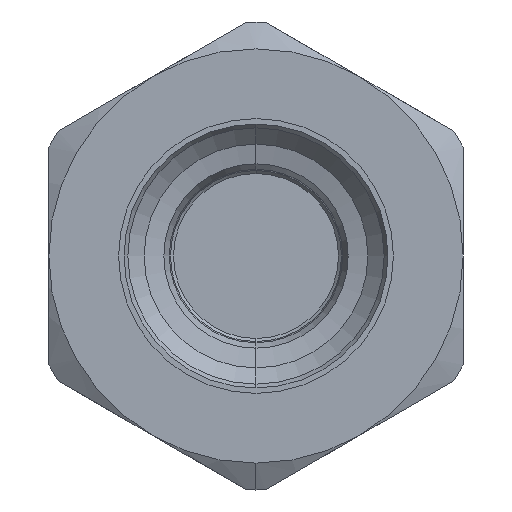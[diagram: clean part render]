
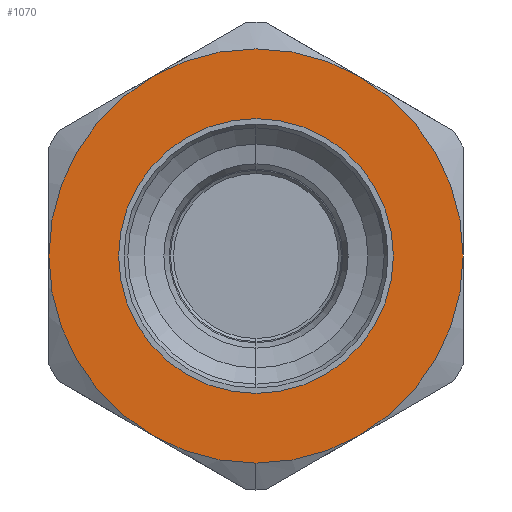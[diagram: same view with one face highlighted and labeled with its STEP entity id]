
A CAD part, left-side view. The second image highlights one B-rep face of the part: STEP entity #1070.
In plain terms, the highlighted planar face has unit normal (-1, 0, 0).
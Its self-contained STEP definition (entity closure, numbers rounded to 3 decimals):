
#72 = DIRECTION ( 'NONE',  ( -1., 0., 0. ) ) ;
#82 = DIRECTION ( 'NONE',  ( -1., 0., 0. ) ) ;
#160 = AXIS2_PLACEMENT_3D ( 'NONE', #5671, #72, #2050 ) ;
#220 = DIRECTION ( 'NONE',  ( 0., 0., 1. ) ) ;
#231 = DIRECTION ( 'NONE',  ( 0., 0., 1. ) ) ;
#233 = VERTEX_POINT ( 'NONE', #3284 ) ;
#304 = VERTEX_POINT ( 'NONE', #3905 ) ;
#360 = ORIENTED_EDGE ( 'NONE', *, *, #887, .T. ) ;
#391 = CARTESIAN_POINT ( 'NONE',  ( 0., -6.75, -11.691 ) ) ;
#455 = CIRCLE ( 'NONE', #6343, 13.5 ) ;
#508 = AXIS2_PLACEMENT_3D ( 'NONE', #6335, #3304, #231 ) ;
#548 = CARTESIAN_POINT ( 'NONE',  ( 0., 0., 0. ) ) ;
#777 = CARTESIAN_POINT ( 'NONE',  ( 0., 0., 0. ) ) ;
#800 = CARTESIAN_POINT ( 'NONE',  ( 0., 0., -13.5 ) ) ;
#804 = DIRECTION ( 'NONE',  ( 0., 0., 1. ) ) ;
#887 = EDGE_CURVE ( 'NONE', #304, #1398, #5968, .T. ) ;
#954 = DIRECTION ( 'NONE',  ( -1., 0., 0. ) ) ;
#1029 = DIRECTION ( 'NONE',  ( 0., 0., 1. ) ) ;
#1065 = ORIENTED_EDGE ( 'NONE', *, *, #3283, .T. ) ;
#1070 = ADVANCED_FACE ( 'NONE', ( #6196, #4989 ), #3533, .F. ) ;
#1168 = CIRCLE ( 'NONE', #160, 13.5 ) ;
#1242 = VERTEX_POINT ( 'NONE', #391 ) ;
#1244 = ORIENTED_EDGE ( 'NONE', *, *, #3381, .T. ) ;
#1270 = ORIENTED_EDGE ( 'NONE', *, *, #6458, .T. ) ;
#1304 = CARTESIAN_POINT ( 'NONE',  ( 0., -13.5, 0. ) ) ;
#1312 = CIRCLE ( 'NONE', #6088, 13.5 ) ;
#1387 = VERTEX_POINT ( 'NONE', #1304 ) ;
#1398 = VERTEX_POINT ( 'NONE', #800 ) ;
#1405 = VERTEX_POINT ( 'NONE', #2160 ) ;
#1475 = CIRCLE ( 'NONE', #3077, 8.955 ) ;
#1620 = EDGE_LOOP ( 'NONE', ( #1270, #4165, #360, #1065, #3539, #1244, #4013 ) ) ;
#1664 = CARTESIAN_POINT ( 'NONE',  ( 0., 0., 8.955 ) ) ;
#1785 = CARTESIAN_POINT ( 'NONE',  ( 0., -6.75, 11.691 ) ) ;
#1789 = DIRECTION ( 'NONE',  ( -1., 0., 0. ) ) ;
#1888 = ORIENTED_EDGE ( 'NONE', *, *, #5390, .F. ) ;
#1995 = CIRCLE ( 'NONE', #6253, 8.955 ) ;
#2050 = DIRECTION ( 'NONE',  ( 0., 0., 1. ) ) ;
#2160 = CARTESIAN_POINT ( 'NONE',  ( 0., 6.75, 11.691 ) ) ;
#2170 = EDGE_CURVE ( 'NONE', #233, #3957, #1995, .T. ) ;
#2196 = CARTESIAN_POINT ( 'NONE',  ( 0., 0., 0. ) ) ;
#2202 = VERTEX_POINT ( 'NONE', #3208 ) ;
#2337 = DIRECTION ( 'NONE',  ( -1., 0., 0. ) ) ;
#2631 = CARTESIAN_POINT ( 'NONE',  ( 0., 0., 0. ) ) ;
#2643 = DIRECTION ( 'NONE',  ( 0., 0., 1. ) ) ;
#2686 = EDGE_CURVE ( 'NONE', #2202, #304, #455, .T. ) ;
#2811 = EDGE_CURVE ( 'NONE', #1242, #1387, #5035, .T. ) ;
#2832 = AXIS2_PLACEMENT_3D ( 'NONE', #777, #6384, #804 ) ;
#2871 = CARTESIAN_POINT ( 'NONE',  ( 0., 8.955, 0. ) ) ;
#2942 = CARTESIAN_POINT ( 'NONE',  ( 0., 0., 0. ) ) ;
#3009 = DIRECTION ( 'NONE',  ( 0., 0., 1. ) ) ;
#3077 = AXIS2_PLACEMENT_3D ( 'NONE', #548, #954, #1029 ) ;
#3208 = CARTESIAN_POINT ( 'NONE',  ( 0., 13.5, 0. ) ) ;
#3283 = EDGE_CURVE ( 'NONE', #1398, #1242, #1312, .T. ) ;
#3284 = CARTESIAN_POINT ( 'NONE',  ( 0., 0., -8.955 ) ) ;
#3304 = DIRECTION ( 'NONE',  ( -1., 0., 0. ) ) ;
#3361 = DIRECTION ( 'NONE',  ( -1., 0., 0. ) ) ;
#3381 = EDGE_CURVE ( 'NONE', #1387, #3629, #1168, .T. ) ;
#3409 = CARTESIAN_POINT ( 'NONE',  ( 0., 0., 0. ) ) ;
#3533 = PLANE ( 'NONE',  #5276 ) ;
#3539 = ORIENTED_EDGE ( 'NONE', *, *, #2811, .T. ) ;
#3629 = VERTEX_POINT ( 'NONE', #1785 ) ;
#3749 = AXIS2_PLACEMENT_3D ( 'NONE', #2942, #1789, #220 ) ;
#3905 = CARTESIAN_POINT ( 'NONE',  ( 0., 6.75, -11.691 ) ) ;
#3928 = DIRECTION ( 'NONE',  ( 0., 0., 1. ) ) ;
#3957 = VERTEX_POINT ( 'NONE', #1664 ) ;
#4013 = ORIENTED_EDGE ( 'NONE', *, *, #4676, .T. ) ;
#4135 = DIRECTION ( 'NONE',  ( -1., 0., 0. ) ) ;
#4165 = ORIENTED_EDGE ( 'NONE', *, *, #2686, .T. ) ;
#4658 = CARTESIAN_POINT ( 'NONE',  ( 0., 0., 0. ) ) ;
#4676 = EDGE_CURVE ( 'NONE', #3629, #1405, #5748, .T. ) ;
#4815 = DIRECTION ( 'NONE',  ( 0., 0., -1. ) ) ;
#4989 = FACE_OUTER_BOUND ( 'NONE', #1620, .T. ) ;
#5035 = CIRCLE ( 'NONE', #2832, 13.5 ) ;
#5055 = AXIS2_PLACEMENT_3D ( 'NONE', #3409, #3361, #3009 ) ;
#5104 = DIRECTION ( 'NONE',  ( 1., 0., 0. ) ) ;
#5276 = AXIS2_PLACEMENT_3D ( 'NONE', #2871, #5104, #4815 ) ;
#5390 = EDGE_CURVE ( 'NONE', #3957, #233, #1475, .T. ) ;
#5572 = ORIENTED_EDGE ( 'NONE', *, *, #2170, .F. ) ;
#5671 = CARTESIAN_POINT ( 'NONE',  ( 0., 0., 0. ) ) ;
#5697 = DIRECTION ( 'NONE',  ( 0., 0., 1. ) ) ;
#5748 = CIRCLE ( 'NONE', #3749, 13.5 ) ;
#5798 = CIRCLE ( 'NONE', #508, 13.5 ) ;
#5968 = CIRCLE ( 'NONE', #5055, 13.5 ) ;
#5980 = EDGE_LOOP ( 'NONE', ( #1888, #5572 ) ) ;
#6088 = AXIS2_PLACEMENT_3D ( 'NONE', #2631, #4135, #5697 ) ;
#6196 = FACE_BOUND ( 'NONE', #5980, .T. ) ;
#6253 = AXIS2_PLACEMENT_3D ( 'NONE', #2196, #2337, #3928 ) ;
#6335 = CARTESIAN_POINT ( 'NONE',  ( 0., 0., 0. ) ) ;
#6343 = AXIS2_PLACEMENT_3D ( 'NONE', #4658, #82, #2643 ) ;
#6384 = DIRECTION ( 'NONE',  ( -1., 0., 0. ) ) ;
#6458 = EDGE_CURVE ( 'NONE', #1405, #2202, #5798, .T. ) ;
